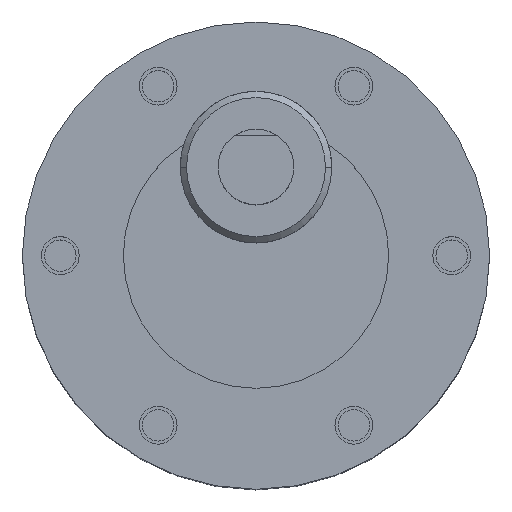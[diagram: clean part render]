
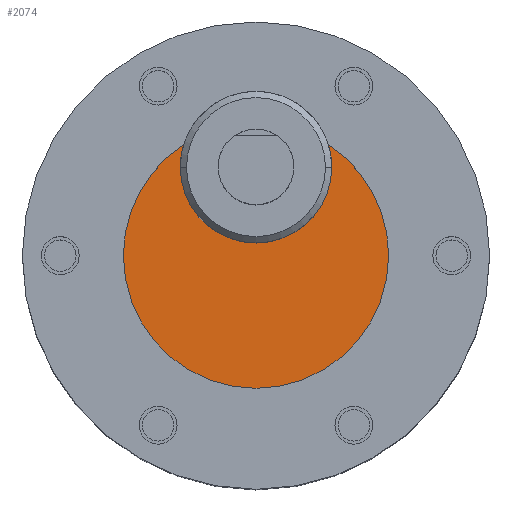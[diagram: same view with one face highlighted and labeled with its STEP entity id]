
A CAD part, top view. The second image highlights one B-rep face of the part: STEP entity #2074.
In plain terms, the highlighted planar face has unit normal (0, 0, 1).
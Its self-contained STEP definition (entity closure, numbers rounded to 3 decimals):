
#27 = EDGE_LOOP ( 'NONE', ( #1796, #1788, #1712, #1766, #1777, #1709 ) ) ;
#209 = FACE_OUTER_BOUND ( 'NONE', #27, .T. ) ;
#402 = CARTESIAN_POINT ( 'NONE',  ( 6., 7., -0.5 ) ) ;
#420 = CARTESIAN_POINT ( 'NONE',  ( -5.723, 8.804, -0.5 ) ) ;
#425 = CARTESIAN_POINT ( 'NONE',  ( -6., 7., -0.5 ) ) ;
#523 = DIRECTION ( 'NONE',  ( 1., 0., 0. ) ) ;
#527 = DIRECTION ( 'NONE',  ( 1., 0., 0. ) ) ;
#529 = CARTESIAN_POINT ( 'NONE',  ( 0., 0., -0.5 ) ) ;
#552 = CARTESIAN_POINT ( 'NONE',  ( 0., 7., -0.5 ) ) ;
#564 = DIRECTION ( 'NONE',  ( 0., 0., 1. ) ) ;
#579 = DIRECTION ( 'NONE',  ( 0., 0., -1. ) ) ;
#589 = AXIS2_PLACEMENT_3D ( 'NONE', #552, #579, #527 ) ;
#592 = AXIS2_PLACEMENT_3D ( 'NONE', #529, #564, #523 ) ;
#593 = AXIS2_PLACEMENT_3D ( 'NONE', #1380, #1381, #1382 ) ;
#623 = CIRCLE ( 'NONE', #593, 6. ) ;
#644 = CIRCLE ( 'NONE', #589, 6. ) ;
#668 = CIRCLE ( 'NONE', #592, 10.5 ) ;
#671 = CIRCLE ( 'NONE', #789, 10.5 ) ;
#711 = AXIS2_PLACEMENT_3D ( 'NONE', #1300, #1301, #1302 ) ;
#751 = AXIS2_PLACEMENT_3D ( 'NONE', #1210, #1211, #1212 ) ;
#753 = CIRCLE ( 'NONE', #751, 10.5 ) ;
#772 = AXIS2_PLACEMENT_3D ( 'NONE', #1177, #1178, #1179 ) ;
#787 = CIRCLE ( 'NONE', #772, 6. ) ;
#789 = AXIS2_PLACEMENT_3D ( 'NONE', #887, #869, #883 ) ;
#869 = DIRECTION ( 'NONE',  ( 0., 0., 1. ) ) ;
#883 = DIRECTION ( 'NONE',  ( 1., 0., 0. ) ) ;
#887 = CARTESIAN_POINT ( 'NONE',  ( 0., 0., -0.5 ) ) ;
#1177 = CARTESIAN_POINT ( 'NONE',  ( 0., 7., -0.5 ) ) ;
#1178 = DIRECTION ( 'NONE',  ( 0., 0., -1. ) ) ;
#1179 = DIRECTION ( 'NONE',  ( 1., 0., 0. ) ) ;
#1210 = CARTESIAN_POINT ( 'NONE',  ( 0., 0., -0.5 ) ) ;
#1211 = DIRECTION ( 'NONE',  ( 0., 0., 1. ) ) ;
#1212 = DIRECTION ( 'NONE',  ( 1., 0., 0. ) ) ;
#1299 = PLANE ( 'NONE',  #711 ) ;
#1300 = CARTESIAN_POINT ( 'NONE',  ( 0., 3.5, -0.5 ) ) ;
#1301 = DIRECTION ( 'NONE',  ( 0., 0., 1. ) ) ;
#1302 = DIRECTION ( 'NONE',  ( 1., 0., 0. ) ) ;
#1380 = CARTESIAN_POINT ( 'NONE',  ( 0., 7., -0.5 ) ) ;
#1381 = DIRECTION ( 'NONE',  ( 0., 0., -1. ) ) ;
#1382 = DIRECTION ( 'NONE',  ( 1., 0., 0. ) ) ;
#1708 = VERTEX_POINT ( 'NONE', #420 ) ;
#1709 = ORIENTED_EDGE ( 'NONE', *, *, #2101, .T. ) ;
#1712 = ORIENTED_EDGE ( 'NONE', *, *, #2019, .T. ) ;
#1729 = VERTEX_POINT ( 'NONE', #425 ) ;
#1766 = ORIENTED_EDGE ( 'NONE', *, *, #2030, .T. ) ;
#1768 = VERTEX_POINT ( 'NONE', #402 ) ;
#1777 = ORIENTED_EDGE ( 'NONE', *, *, #2002, .T. ) ;
#1788 = ORIENTED_EDGE ( 'NONE', *, *, #2042, .T. ) ;
#1796 = ORIENTED_EDGE ( 'NONE', *, *, #1997, .T. ) ;
#1797 = VERTEX_POINT ( 'NONE', #1943 ) ;
#1814 = VERTEX_POINT ( 'NONE', #1960 ) ;
#1816 = VERTEX_POINT ( 'NONE', #1926 ) ;
#1926 = CARTESIAN_POINT ( 'NONE',  ( 10.5, 0., -0.5 ) ) ;
#1943 = CARTESIAN_POINT ( 'NONE',  ( 5.723, 8.804, -0.5 ) ) ;
#1960 = CARTESIAN_POINT ( 'NONE',  ( -10.5, 0., -0.5 ) ) ;
#1997 = EDGE_CURVE ( 'NONE', #1708, #1814, #668, .T. ) ;
#2002 = EDGE_CURVE ( 'NONE', #1768, #1729, #644, .T. ) ;
#2019 = EDGE_CURVE ( 'NONE', #1816, #1797, #671, .T. ) ;
#2030 = EDGE_CURVE ( 'NONE', #1797, #1768, #787, .T. ) ;
#2042 = EDGE_CURVE ( 'NONE', #1814, #1816, #753, .T. ) ;
#2074 = ADVANCED_FACE ( 'NONE', ( #209 ), #1299, .T. ) ;
#2101 = EDGE_CURVE ( 'NONE', #1729, #1708, #623, .T. ) ;
